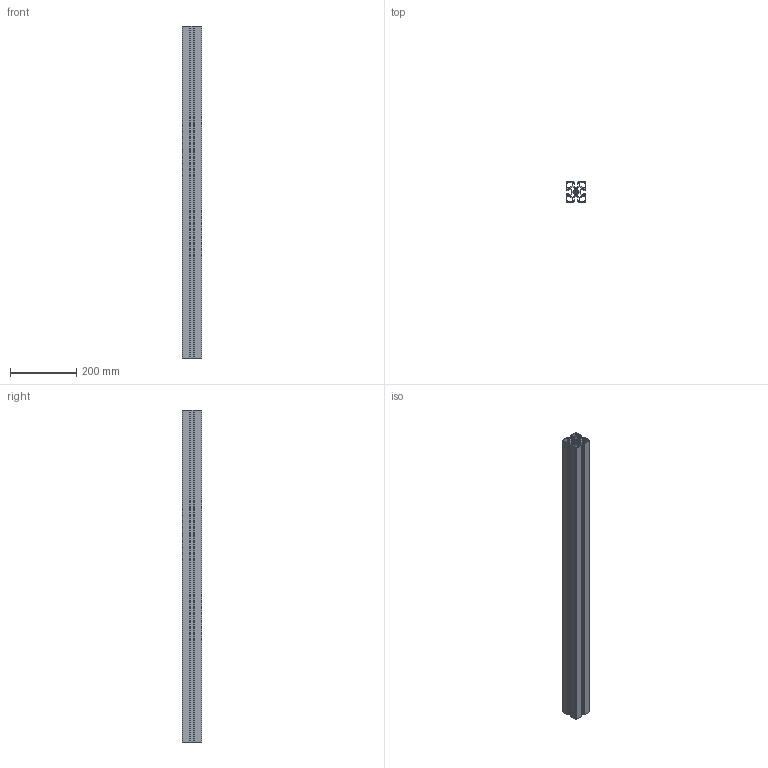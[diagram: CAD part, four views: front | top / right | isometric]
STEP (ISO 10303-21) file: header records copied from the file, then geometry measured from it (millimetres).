
FILE_DESCRIPTION (( 'STEP AP203' ), '1' );
FILE_NAME ('60 x 60 SÝGMA PROFÝL.STEP', '2013-07-30T08:22:26', ( '' ), ( '' ), 'SwSTEP 2.0', 'SolidWorks 2013', '' );
FILE_SCHEMA (( 'CONFIG_CONTROL_DESIGN' ));
Length unit declared in the file: millimetre
Products named in the file (1): 60 x 60 SÝGMA PROFÝL
Bounding box: 60 x 60 x 1000 mm (x, y, z)
Volume: 879844.9 mm3; surface area: 997511.4 mm2
Topology: 1 solids, 1 shells, 299 faces, 891 edges, 594 vertices
Faces by surface type: plane 158, cylinder 141
Entity records: 10220 total; most frequent: CARTESIAN_POINT 1785, ORIENTED_EDGE 1782, DIRECTION 1773, EDGE_CURVE 891, LINE 609, VECTOR 609, VERTEX_POINT 594, AXIS2_PLACEMENT_3D 582
